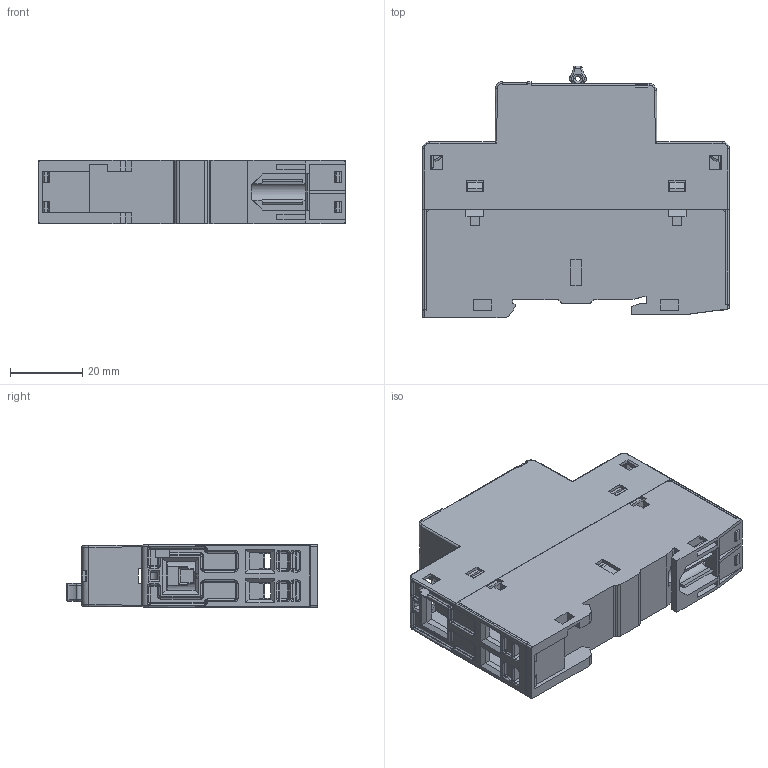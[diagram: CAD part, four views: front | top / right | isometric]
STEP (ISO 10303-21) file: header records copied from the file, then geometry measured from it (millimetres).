
FILE_DESCRIPTION((''),'2;1');
FILE_NAME('IK20-R_ASM','2016-09-09T',('jsubic'),('Audax d.o.o.'),'CREO PARAMETRIC BY PTC INC, 2015290','CREO PARAMETRIC BY PTC INC, 2015290','');
FILE_SCHEMA(('CONFIG_CONTROL_DESIGN'));
Length unit declared in the file: millimetre
Products named in the file (7): 37425043_177; 37425047_91; 37424428_22; 37425053_10; 37425054-2_30; 30046002-W_ASM_89_ASM; IK20-R_ASM
Assembly tree (6 placements, depth 3):
  IK20-R_ASM
    30046002-W_ASM_89_ASM
      37425043_177
      37425047_91
      37424428_22
      37425053_10
      37425054-2_30
Bounding box: 85 x 69.7 x 17.5 mm (x, y, z)
Volume: 22537.6 mm3; surface area: 41083.4 mm2
Topology: 5 solids, 5 shells, 1951 faces, 5461 edges, 3478 vertices
Faces by surface type: plane 1443, cylinder 319, torus 110, bspline 66, sphere 7, cone 6
Entity records: 63592 total; most frequent: CARTESIAN_POINT 13172, ORIENTED_EDGE 10908, DIRECTION 9919, EDGE_CURVE 5454, VECTOR 4471, LINE 4471, VERTEX_POINT 3478, AXIS2_PLACEMENT_3D 2724
